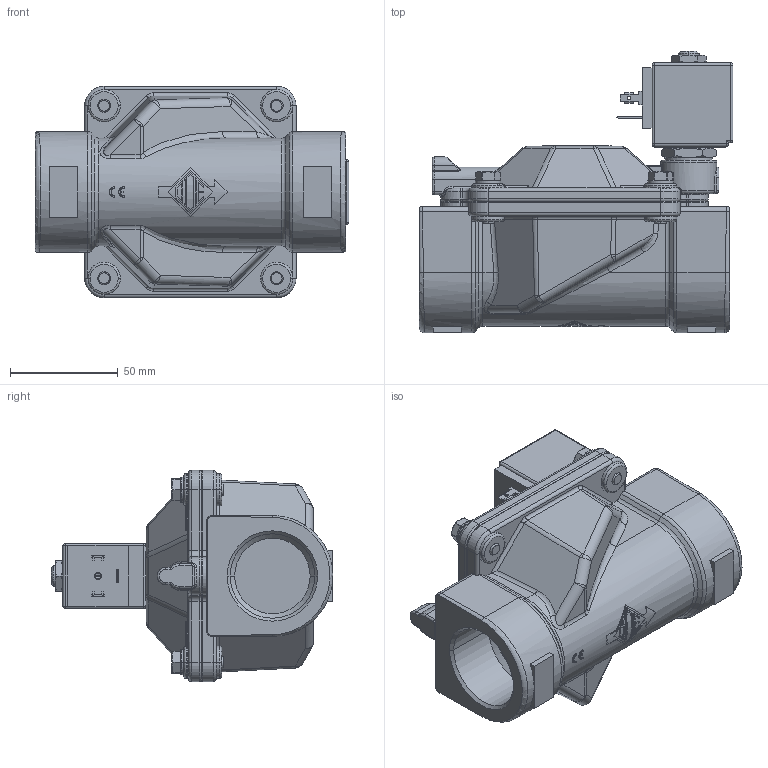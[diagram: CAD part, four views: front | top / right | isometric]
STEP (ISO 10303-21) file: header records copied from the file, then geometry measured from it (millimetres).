
FILE_DESCRIPTION((''),'2;1');
FILE_NAME('21W5KB350_BDA_INGOMBRO_ASM','2009-07-09T',('romeri'),('O.D.E.'),'PRO/ENGINEER BY PARAMETRIC TECHNOLOGY CORPORATION, 2005450','PRO/ENGINEER BY PARAMETRIC TECHNOLOGY CORPORATION, 2005450','');
FILE_SCHEMA(('CONFIG_CONTROL_DESIGN'));
Length unit declared in the file: millimetre
Products named in the file (9): 4500W5_INGOMBRO; 450464_INGOMBRO; 450606_INGOMBRO; BOBINA_8_W_INGOMBRO; 450145; 450146; ROSETTE_UNI_1751_M6; VITE_T_ESAGONALE_ISO_4_M6X20; 21W5KB350_BDA_INGOMBRO_ASM
Assembly tree (14 placements, depth 2):
  21W5KB350_BDA_INGOMBRO_ASM
    4500W5_INGOMBRO
    450464_INGOMBRO
    450606_INGOMBRO
    BOBINA_8_W_INGOMBRO
    450145
    450146
    ROSETTE_UNI_1751_M6  x4
    VITE_T_ESAGONALE_ISO_4_M6X20  x4
Bounding box: 145.5 x 130.55 x 98 mm (x, y, z)
Volume: 612457.9 mm3; surface area: 101611.6 mm2
Topology: 14 solids, 19 shells, 1292 faces, 2994 edges, 1771 vertices
Faces by surface type: cylinder 410, plane 400, bspline 206, torus 163, cone 89, sphere 24
Entity records: 47713 total; most frequent: CARTESIAN_POINT 12317, ORIENTED_EDGE 4852, DIRECTION 4780, PRESENTATION_STYLE_ASSIGNMENT 3018, EDGE_CURVE 2426, STYLED_ITEM 2385, CURVE_STYLE 2334, AXIS2_PLACEMENT_3D 1858
